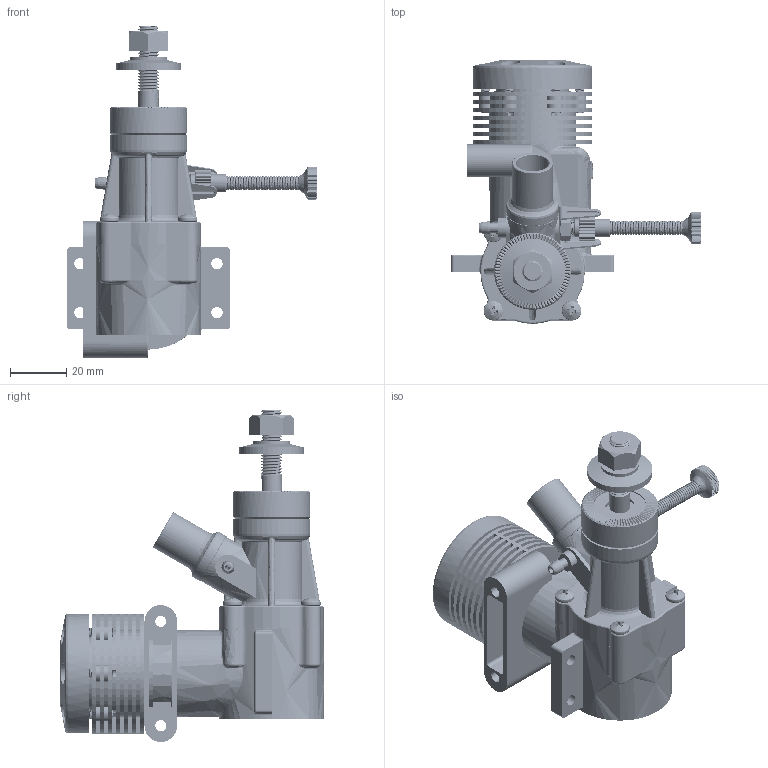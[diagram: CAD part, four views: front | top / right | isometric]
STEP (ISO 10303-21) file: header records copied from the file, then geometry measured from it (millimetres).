
FILE_DESCRIPTION(('FreeCAD Model'),'2;1');
FILE_NAME('Open CASCADE Shape Model','2025-05-07T17:33:45',('FreeCAD'),( 'FreeCAD'),'Open CASCADE STEP processor 7.6','FreeCAD','Unknown');
FILE_SCHEMA(('AUTOMOTIVE_DESIGN { 1 0 10303 214 1 1 1 1 }'));
Products named in the file (1): Open CASCADE STEP translator 7.6 1
Bounding box: 89.21 x 94.04 x 118.47 mm (x, y, z)
Volume: 99698.5 mm3; surface area: 93270.4 mm2
Topology: 64 solids, 64 shells, 3686 faces, 10081 edges, 6509 vertices
Faces by surface type: bspline 3686
Entity records: 161614 total; most frequent: CARTESIAN_POINT 107175, ORIENTED_EDGE 20024, EDGE_CURVE 10012, VERTEX_POINT 6509, B_SPLINE_CURVE_WITH_KNOTS 5106, FACE_BOUND 3873, EDGE_LOOP 3873, ADVANCED_FACE 3686
